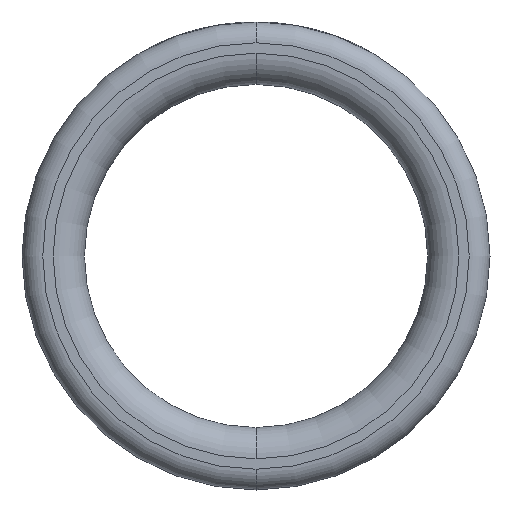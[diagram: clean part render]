
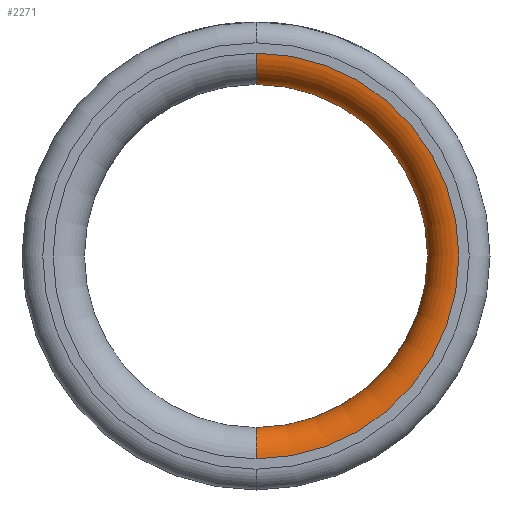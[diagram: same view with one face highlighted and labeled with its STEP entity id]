
A CAD part, front view. The second image highlights one B-rep face of the part: STEP entity #2271.
In plain terms, the highlighted toroidal (fillet/blend) face has major radius 19.5 mm and minor radius 3 mm.
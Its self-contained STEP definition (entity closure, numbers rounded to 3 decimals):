
#112 = DIRECTION ( 'NONE',  ( 0., 0., -1. ) ) ;
#152 = EDGE_LOOP ( 'NONE', ( #463, #710, #2392, #2044 ) ) ;
#153 = AXIS2_PLACEMENT_3D ( 'NONE', #1246, #1281, #2245 ) ;
#165 = EDGE_CURVE ( 'NONE', #278, #2406, #2521, .T. ) ;
#188 = AXIS2_PLACEMENT_3D ( 'NONE', #2272, #1484, #112 ) ;
#219 = CARTESIAN_POINT ( 'NONE',  ( 0., -40., 19.5 ) ) ;
#278 = VERTEX_POINT ( 'NONE', #626 ) ;
#463 = ORIENTED_EDGE ( 'NONE', *, *, #542, .T. ) ;
#516 = CIRCLE ( 'NONE', #2219, 3. ) ;
#542 = EDGE_CURVE ( 'NONE', #2399, #1100, #1610, .T. ) ;
#579 = CARTESIAN_POINT ( 'NONE',  ( 0., -37., 19.5 ) ) ;
#626 = CARTESIAN_POINT ( 'NONE',  ( 0., -37., -16.5 ) ) ;
#710 = ORIENTED_EDGE ( 'NONE', *, *, #1120, .T. ) ;
#746 = CARTESIAN_POINT ( 'NONE',  ( 0., -37., 0. ) ) ;
#1014 = DIRECTION ( 'NONE',  ( 0., 0., -1. ) ) ;
#1100 = VERTEX_POINT ( 'NONE', #219 ) ;
#1120 = EDGE_CURVE ( 'NONE', #1100, #2406, #516, .T. ) ;
#1240 = EDGE_CURVE ( 'NONE', #2399, #278, #1666, .T. ) ;
#1246 = CARTESIAN_POINT ( 'NONE',  ( 0., -37., -19.5 ) ) ;
#1281 = DIRECTION ( 'NONE',  ( -1., 0., 0. ) ) ;
#1319 = FACE_OUTER_BOUND ( 'NONE', #152, .T. ) ;
#1321 = CARTESIAN_POINT ( 'NONE',  ( 0., -37., 16.5 ) ) ;
#1372 = DIRECTION ( 'NONE',  ( 0., 0., -1. ) ) ;
#1421 = CARTESIAN_POINT ( 'NONE',  ( 0., -37., 0. ) ) ;
#1484 = DIRECTION ( 'NONE',  ( 0., -1., 0. ) ) ;
#1602 = DIRECTION ( 'NONE',  ( 1., 0., 0. ) ) ;
#1606 = DIRECTION ( 'NONE',  ( 0., -1., 0. ) ) ;
#1610 = CIRCLE ( 'NONE', #188, 19.5 ) ;
#1619 = AXIS2_PLACEMENT_3D ( 'NONE', #746, #2268, #2187 ) ;
#1666 = CIRCLE ( 'NONE', #153, 3. ) ;
#2044 = ORIENTED_EDGE ( 'NONE', *, *, #1240, .F. ) ;
#2168 = AXIS2_PLACEMENT_3D ( 'NONE', #1421, #1606, #1014 ) ;
#2187 = DIRECTION ( 'NONE',  ( 0., 0., -1. ) ) ;
#2219 = AXIS2_PLACEMENT_3D ( 'NONE', #579, #1602, #1372 ) ;
#2230 = TOROIDAL_SURFACE ( 'NONE', #1619, 19.5, 3. ) ;
#2245 = DIRECTION ( 'NONE',  ( 0., 0., 1. ) ) ;
#2268 = DIRECTION ( 'NONE',  ( 0., -1., 0. ) ) ;
#2271 = ADVANCED_FACE ( 'NONE', ( #1319 ), #2230, .T. ) ;
#2272 = CARTESIAN_POINT ( 'NONE',  ( 0., -40., 0. ) ) ;
#2276 = CARTESIAN_POINT ( 'NONE',  ( 0., -40., -19.5 ) ) ;
#2392 = ORIENTED_EDGE ( 'NONE', *, *, #165, .F. ) ;
#2399 = VERTEX_POINT ( 'NONE', #2276 ) ;
#2406 = VERTEX_POINT ( 'NONE', #1321 ) ;
#2521 = CIRCLE ( 'NONE', #2168, 16.5 ) ;
